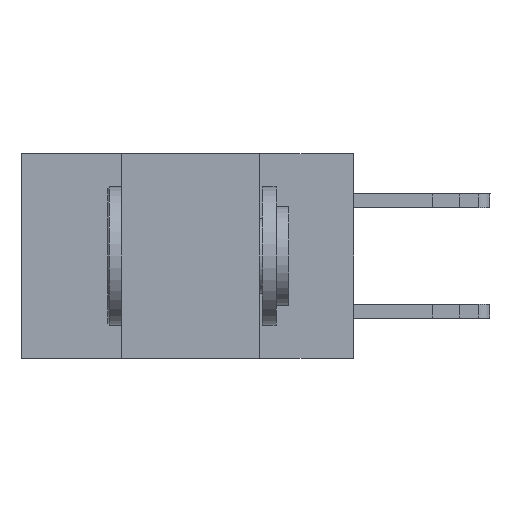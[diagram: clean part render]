
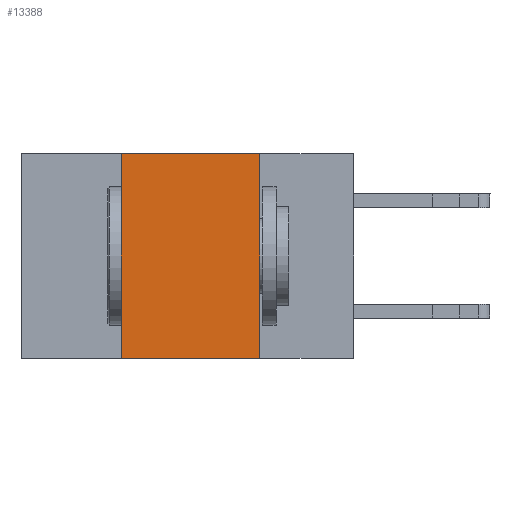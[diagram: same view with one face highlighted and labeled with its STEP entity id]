
A CAD part, left-side view. The second image highlights one B-rep face of the part: STEP entity #13388.
In plain terms, the highlighted planar face has unit normal (-1, 0, 0).
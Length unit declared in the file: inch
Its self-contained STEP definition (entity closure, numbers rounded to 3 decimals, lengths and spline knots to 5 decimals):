
#43 = EDGE_LOOP ( 'NONE', ( #17672, #6872, #15384, #12843 ) ) ;
#194 = VECTOR ( 'NONE', #2595, 39.37008 ) ;
#696 = DIRECTION ( 'NONE',  ( 0., 0., -1. ) ) ;
#817 = PLANE ( 'NONE',  #3968 ) ;
#887 = LINE ( 'NONE', #12417, #194 ) ;
#1610 = DIRECTION ( 'NONE',  ( 0., 0., 1. ) ) ;
#1844 = CARTESIAN_POINT ( 'NONE',  ( 0., 0.17, 0. ) ) ;
#2231 = CARTESIAN_POINT ( 'NONE',  ( 0., 0.6, -0.37 ) ) ;
#2554 = EDGE_CURVE ( 'NONE', #4820, #8636, #16738, .T. ) ;
#2595 = DIRECTION ( 'NONE',  ( 0., 0., -1. ) ) ;
#3635 = DIRECTION ( 'NONE',  ( 1., 0., 0. ) ) ;
#3891 = EDGE_CURVE ( 'NONE', #4820, #10161, #5412, .T. ) ;
#3968 = AXIS2_PLACEMENT_3D ( 'NONE', #5042, #3635, #696 ) ;
#4330 = LINE ( 'NONE', #4378, #17663 ) ;
#4378 = CARTESIAN_POINT ( 'NONE',  ( 0., 0.6, 0. ) ) ;
#4820 = VERTEX_POINT ( 'NONE', #6317 ) ;
#5042 = CARTESIAN_POINT ( 'NONE',  ( 0., 0.6, 0. ) ) ;
#5412 = LINE ( 'NONE', #2231, #13917 ) ;
#6317 = CARTESIAN_POINT ( 'NONE',  ( 0., 0.42, -0.37 ) ) ;
#6872 = ORIENTED_EDGE ( 'NONE', *, *, #14490, .F. ) ;
#8281 = VERTEX_POINT ( 'NONE', #1844 ) ;
#8636 = VERTEX_POINT ( 'NONE', #12898 ) ;
#10161 = VERTEX_POINT ( 'NONE', #16097 ) ;
#11813 = FACE_OUTER_BOUND ( 'NONE', #43, .T. ) ;
#12397 = VECTOR ( 'NONE', #1610, 39.37008 ) ;
#12417 = CARTESIAN_POINT ( 'NONE',  ( 0., 0.17, 0. ) ) ;
#12843 = ORIENTED_EDGE ( 'NONE', *, *, #3891, .T. ) ;
#12898 = CARTESIAN_POINT ( 'NONE',  ( 0., 0.42, 0. ) ) ;
#13296 = DIRECTION ( 'NONE',  ( 0., -1., 0. ) ) ;
#13388 = ADVANCED_FACE ( 'NONE', ( #11813 ), #817, .F. ) ;
#13584 = EDGE_CURVE ( 'NONE', #8281, #10161, #887, .T. ) ;
#13917 = VECTOR ( 'NONE', #13296, 39.37008 ) ;
#14490 = EDGE_CURVE ( 'NONE', #8636, #8281, #4330, .T. ) ;
#15124 = CARTESIAN_POINT ( 'NONE',  ( 0., 0.42, 0. ) ) ;
#15384 = ORIENTED_EDGE ( 'NONE', *, *, #2554, .F. ) ;
#15991 = DIRECTION ( 'NONE',  ( 0., -1., 0. ) ) ;
#16097 = CARTESIAN_POINT ( 'NONE',  ( 0., 0.17, -0.37 ) ) ;
#16738 = LINE ( 'NONE', #15124, #12397 ) ;
#17663 = VECTOR ( 'NONE', #15991, 39.37008 ) ;
#17672 = ORIENTED_EDGE ( 'NONE', *, *, #13584, .F. ) ;
